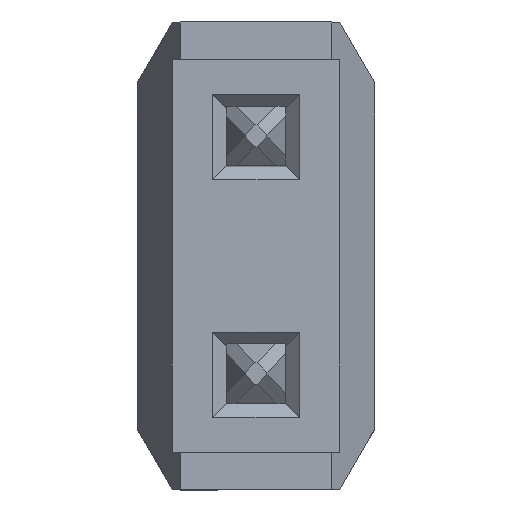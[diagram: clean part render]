
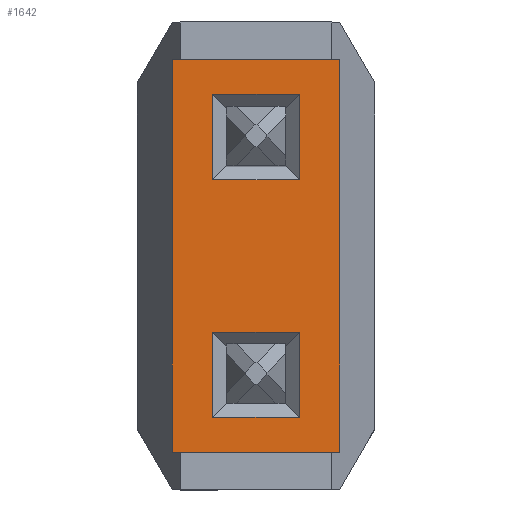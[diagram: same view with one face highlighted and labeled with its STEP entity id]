
A CAD part, top view. The second image highlights one B-rep face of the part: STEP entity #1642.
In plain terms, the highlighted planar face has unit normal (0, 0, 1).
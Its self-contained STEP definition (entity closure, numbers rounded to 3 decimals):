
#23=FACE_BOUND('',#127,.T.);
#24=FACE_BOUND('',#128,.T.);
#36=FACE_OUTER_BOUND('',#126,.T.);
#126=EDGE_LOOP('',(#1107,#1108,#1109,#1110));
#127=EDGE_LOOP('',(#1111,#1112,#1113,#1114));
#128=EDGE_LOOP('',(#1115,#1116,#1117,#1118));
#220=LINE('',#2311,#456);
#242=LINE('',#2356,#478);
#243=LINE('',#2358,#479);
#244=LINE('',#2359,#480);
#245=LINE('',#2362,#481);
#246=LINE('',#2364,#482);
#247=LINE('',#2366,#483);
#248=LINE('',#2367,#484);
#249=LINE('',#2370,#485);
#250=LINE('',#2372,#486);
#251=LINE('',#2374,#487);
#252=LINE('',#2375,#488);
#456=VECTOR('',#1883,1.789);
#478=VECTOR('',#1917,1.789);
#479=VECTOR('',#1920,4.2);
#480=VECTOR('',#1921,4.2);
#481=VECTOR('',#1922,0.91);
#482=VECTOR('',#1923,0.93);
#483=VECTOR('',#1924,0.91);
#484=VECTOR('',#1925,0.93);
#485=VECTOR('',#1926,0.91);
#486=VECTOR('',#1927,0.93);
#487=VECTOR('',#1928,0.91);
#488=VECTOR('',#1929,0.93);
#692=VERTEX_POINT('',#2308);
#693=VERTEX_POINT('',#2310);
#709=VERTEX_POINT('',#2352);
#710=VERTEX_POINT('',#2354);
#711=VERTEX_POINT('',#2360);
#712=VERTEX_POINT('',#2361);
#713=VERTEX_POINT('',#2363);
#714=VERTEX_POINT('',#2365);
#715=VERTEX_POINT('',#2368);
#716=VERTEX_POINT('',#2369);
#717=VERTEX_POINT('',#2371);
#718=VERTEX_POINT('',#2373);
#844=EDGE_CURVE('',#693,#692,#220,.T.);
#866=EDGE_CURVE('',#709,#710,#242,.T.);
#867=EDGE_CURVE('',#692,#709,#243,.T.);
#868=EDGE_CURVE('',#710,#693,#244,.T.);
#869=EDGE_CURVE('',#711,#712,#245,.T.);
#870=EDGE_CURVE('',#713,#711,#246,.T.);
#871=EDGE_CURVE('',#714,#713,#247,.T.);
#872=EDGE_CURVE('',#712,#714,#248,.T.);
#873=EDGE_CURVE('',#715,#716,#249,.T.);
#874=EDGE_CURVE('',#717,#715,#250,.T.);
#875=EDGE_CURVE('',#718,#717,#251,.T.);
#876=EDGE_CURVE('',#716,#718,#252,.T.);
#1107=ORIENTED_EDGE('',*,*,#844,.T.);
#1108=ORIENTED_EDGE('',*,*,#867,.T.);
#1109=ORIENTED_EDGE('',*,*,#866,.T.);
#1110=ORIENTED_EDGE('',*,*,#868,.T.);
#1111=ORIENTED_EDGE('',*,*,#869,.F.);
#1112=ORIENTED_EDGE('',*,*,#870,.F.);
#1113=ORIENTED_EDGE('',*,*,#871,.F.);
#1114=ORIENTED_EDGE('',*,*,#872,.F.);
#1115=ORIENTED_EDGE('',*,*,#873,.F.);
#1116=ORIENTED_EDGE('',*,*,#874,.F.);
#1117=ORIENTED_EDGE('',*,*,#875,.F.);
#1118=ORIENTED_EDGE('',*,*,#876,.F.);
#1552=PLANE('',#1782);
#1642=ADVANCED_FACE('',(#36,#23,#24),#1552,.T.);
#1782=AXIS2_PLACEMENT_3D('',#2357,#1918,#1919);
#1883=DIRECTION('',(1.,0.,0.));
#1917=DIRECTION('',(-1.,0.,0.));
#1918=DIRECTION('center_axis',(0.,0.,1.));
#1919=DIRECTION('ref_axis',(1.,0.,0.));
#1920=DIRECTION('',(0.,1.,0.));
#1921=DIRECTION('',(0.,-1.,0.));
#1922=DIRECTION('',(0.,1.,0.));
#1923=DIRECTION('',(1.,0.,0.));
#1924=DIRECTION('',(0.,-1.,0.));
#1925=DIRECTION('',(-1.,0.,0.));
#1926=DIRECTION('',(0.,1.,0.));
#1927=DIRECTION('',(1.,0.,0.));
#1928=DIRECTION('',(0.,-1.,0.));
#1929=DIRECTION('',(-1.,0.,0.));
#2308=CARTESIAN_POINT('',(5.786,15.562,2.5));
#2310=CARTESIAN_POINT('',(3.996,15.562,2.5));
#2311=CARTESIAN_POINT('',(3.996,15.562,2.5));
#2352=CARTESIAN_POINT('',(5.786,19.762,2.5));
#2354=CARTESIAN_POINT('',(3.996,19.762,2.5));
#2356=CARTESIAN_POINT('',(5.786,19.762,2.5));
#2357=CARTESIAN_POINT('Origin',(4.891,17.662,2.5));
#2358=CARTESIAN_POINT('',(5.786,15.562,2.5));
#2359=CARTESIAN_POINT('',(3.996,19.762,2.5));
#2360=CARTESIAN_POINT('',(5.356,15.937,2.5));
#2361=CARTESIAN_POINT('',(5.356,16.847,2.5));
#2362=CARTESIAN_POINT('',(5.356,15.937,2.5));
#2363=CARTESIAN_POINT('',(4.426,15.937,2.5));
#2364=CARTESIAN_POINT('',(4.426,15.937,2.5));
#2365=CARTESIAN_POINT('',(4.426,16.847,2.5));
#2366=CARTESIAN_POINT('',(4.426,16.847,2.5));
#2367=CARTESIAN_POINT('',(5.356,16.847,2.5));
#2368=CARTESIAN_POINT('',(5.356,18.477,2.5));
#2369=CARTESIAN_POINT('',(5.356,19.387,2.5));
#2370=CARTESIAN_POINT('',(5.356,18.477,2.5));
#2371=CARTESIAN_POINT('',(4.426,18.477,2.5));
#2372=CARTESIAN_POINT('',(4.426,18.477,2.5));
#2373=CARTESIAN_POINT('',(4.426,19.387,2.5));
#2374=CARTESIAN_POINT('',(4.426,19.387,2.5));
#2375=CARTESIAN_POINT('',(5.356,19.387,2.5));
